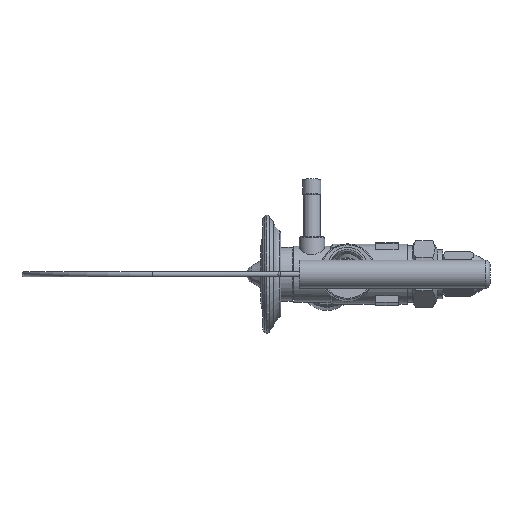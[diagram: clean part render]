
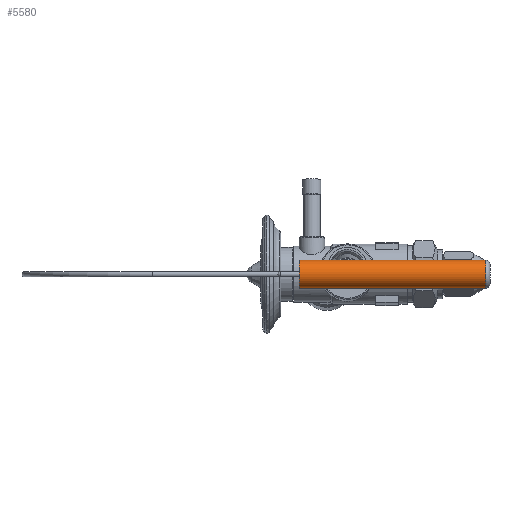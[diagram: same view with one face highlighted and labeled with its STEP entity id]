
A CAD part, left-side view. The second image highlights one B-rep face of the part: STEP entity #5580.
In plain terms, the highlighted cylindrical face has radius 6.5 mm (diameter 13 mm), a full revolution.
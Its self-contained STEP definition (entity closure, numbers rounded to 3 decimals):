
#5499=CARTESIAN_POINT('',(-157.35,-57.127,6.5));
#5500=VERTEX_POINT('',#5499);
#5527=CARTESIAN_POINT('',(-157.35,-57.127,-6.5));
#5528=VERTEX_POINT('',#5527);
#5529=CARTESIAN_POINT('',(-157.35,-57.127,0.));
#5530=DIRECTION('',(0.,1.,0.));
#5531=DIRECTION('',(0.,-0.,1.));
#5532=AXIS2_PLACEMENT_3D('',#5529,#5530,#5531);
#5533=CIRCLE('',#5532,6.5);
#5534=EDGE_CURVE('NONE',#5528,#5500,#5533,.T.);
#5536=CARTESIAN_POINT('',(-157.35,-57.127,0.));
#5537=DIRECTION('',(0.,1.,0.));
#5538=DIRECTION('',(0.,-0.,1.));
#5539=AXIS2_PLACEMENT_3D('',#5536,#5537,#5538);
#5540=CIRCLE('',#5539,6.5);
#5541=EDGE_CURVE('NONE',#5500,#5528,#5540,.T.);
#5546=CARTESIAN_POINT('',(-157.35,40.081,0.));
#5547=DIRECTION('',(0.,1.,0.));
#5548=DIRECTION('',(0.,-0.,1.));
#5549=AXIS2_PLACEMENT_3D('',#5546,#5547,#5548);
#5550=CYLINDRICAL_SURFACE('',#5549,6.5);
#5551=CARTESIAN_POINT('',(-157.35,29.873,6.5));
#5552=VERTEX_POINT('',#5551);
#5553=CARTESIAN_POINT('',(-157.35,29.873,6.5));
#5554=DIRECTION('',(-0.,-1.,-0.));
#5555=VECTOR('',#5554,87.);
#5556=LINE('',#5553,#5555);
#5557=EDGE_CURVE('',#5552,#5500,#5556,.T.);
#5558=ORIENTED_EDGE('',*,*,#5557,.T.);
#5559=ORIENTED_EDGE('',*,*,#5541,.T.);
#5560=ORIENTED_EDGE('',*,*,#5534,.T.);
#5561=ORIENTED_EDGE('',*,*,#5557,.F.);
#5562=CARTESIAN_POINT('',(-157.35,29.873,-6.5));
#5563=VERTEX_POINT('',#5562);
#5564=CARTESIAN_POINT('',(-157.35,29.873,0.));
#5565=DIRECTION('',(0.,1.,0.));
#5566=DIRECTION('',(0.,-0.,1.));
#5567=AXIS2_PLACEMENT_3D('',#5564,#5565,#5566);
#5568=CIRCLE('',#5567,6.5);
#5569=EDGE_CURVE('NONE',#5563,#5552,#5568,.T.);
#5570=ORIENTED_EDGE('',*,*,#5569,.F.);
#5571=CARTESIAN_POINT('',(-157.35,29.873,0.));
#5572=DIRECTION('',(0.,1.,0.));
#5573=DIRECTION('',(0.,-0.,1.));
#5574=AXIS2_PLACEMENT_3D('',#5571,#5572,#5573);
#5575=CIRCLE('',#5574,6.5);
#5576=EDGE_CURVE('NONE',#5552,#5563,#5575,.T.);
#5577=ORIENTED_EDGE('',*,*,#5576,.F.);
#5578=EDGE_LOOP('',(#5558,#5559,#5560,#5561,#5570,#5577));
#5579=FACE_BOUND('',#5578,.T.);
#5580=ADVANCED_FACE('NONE',(#5579),#5550,.T.);
